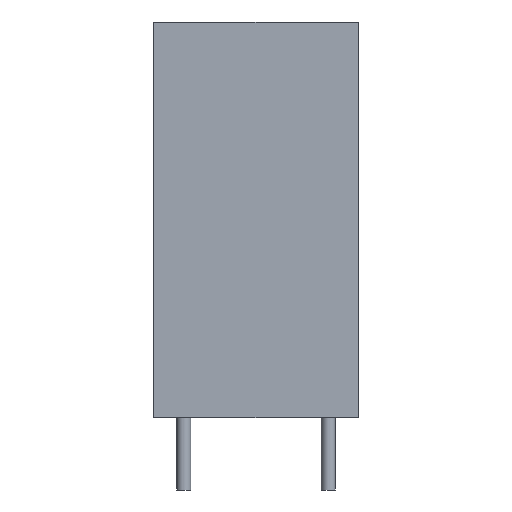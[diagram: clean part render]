
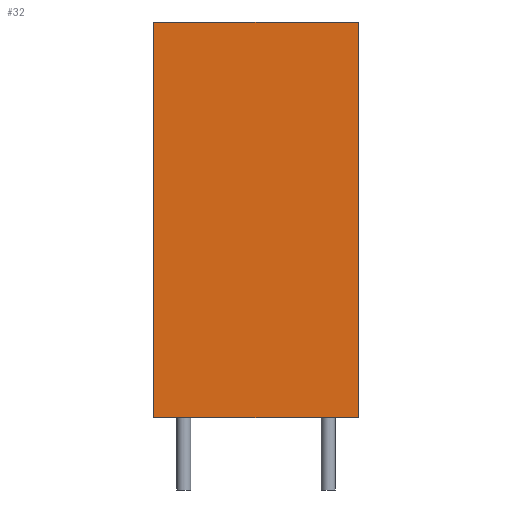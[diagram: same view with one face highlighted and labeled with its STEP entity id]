
A CAD part, front view. The second image highlights one B-rep face of the part: STEP entity #32.
In plain terms, the highlighted planar face has unit normal (0, -1, 0).
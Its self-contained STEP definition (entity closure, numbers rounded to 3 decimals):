
#32 = ADVANCED_FACE('',(#33),#47,.F.);
#33 = FACE_BOUND('',#34,.F.);
#34 = EDGE_LOOP('',(#35,#70,#98,#126));
#35 = ORIENTED_EDGE('',*,*,#36,.T.);
#36 = EDGE_CURVE('',#37,#39,#41,.T.);
#37 = VERTEX_POINT('',#38);
#38 = CARTESIAN_POINT('',(-2.1,-1.8,0.));
#39 = VERTEX_POINT('',#40);
#40 = CARTESIAN_POINT('',(-2.1,-1.8,27.9));
#41 = SURFACE_CURVE('',#42,(#46,#58),.PCURVE_S1.);
#42 = LINE('',#43,#44);
#43 = CARTESIAN_POINT('',(-2.1,-1.8,0.));
#44 = VECTOR('',#45,1.);
#45 = DIRECTION('',(0.,0.,1.));
#46 = PCURVE('',#47,#52);
#47 = PLANE('',#48);
#48 = AXIS2_PLACEMENT_3D('',#49,#50,#51);
#49 = CARTESIAN_POINT('',(-2.1,-1.8,0.));
#50 = DIRECTION('',(0.,1.,0.));
#51 = DIRECTION('',(1.,0.,0.));
#52 = DEFINITIONAL_REPRESENTATION('',(#53),#57);
#53 = LINE('',#54,#55);
#54 = CARTESIAN_POINT('',(0.,0.));
#55 = VECTOR('',#56,1.);
#56 = DIRECTION('',(0.,-1.));
#57 = ( GEOMETRIC_REPRESENTATION_CONTEXT(2) 
PARAMETRIC_REPRESENTATION_CONTEXT() REPRESENTATION_CONTEXT('2D SPACE',''
  ) );
#58 = PCURVE('',#59,#64);
#59 = PLANE('',#60);
#60 = AXIS2_PLACEMENT_3D('',#61,#62,#63);
#61 = CARTESIAN_POINT('',(-2.1,1.8,0.));
#62 = DIRECTION('',(1.,0.,-0.));
#63 = DIRECTION('',(0.,-1.,0.));
#64 = DEFINITIONAL_REPRESENTATION('',(#65),#69);
#65 = LINE('',#66,#67);
#66 = CARTESIAN_POINT('',(3.6,0.));
#67 = VECTOR('',#68,1.);
#68 = DIRECTION('',(0.,-1.));
#69 = ( GEOMETRIC_REPRESENTATION_CONTEXT(2) 
PARAMETRIC_REPRESENTATION_CONTEXT() REPRESENTATION_CONTEXT('2D SPACE',''
  ) );
#70 = ORIENTED_EDGE('',*,*,#71,.T.);
#71 = EDGE_CURVE('',#39,#72,#74,.T.);
#72 = VERTEX_POINT('',#73);
#73 = CARTESIAN_POINT('',(12.3,-1.8,27.9));
#74 = SURFACE_CURVE('',#75,(#79,#86),.PCURVE_S1.);
#75 = LINE('',#76,#77);
#76 = CARTESIAN_POINT('',(-2.1,-1.8,27.9));
#77 = VECTOR('',#78,1.);
#78 = DIRECTION('',(1.,0.,0.));
#79 = PCURVE('',#47,#80);
#80 = DEFINITIONAL_REPRESENTATION('',(#81),#85);
#81 = LINE('',#82,#83);
#82 = CARTESIAN_POINT('',(0.,-27.9));
#83 = VECTOR('',#84,1.);
#84 = DIRECTION('',(1.,0.));
#85 = ( GEOMETRIC_REPRESENTATION_CONTEXT(2) 
PARAMETRIC_REPRESENTATION_CONTEXT() REPRESENTATION_CONTEXT('2D SPACE',''
  ) );
#86 = PCURVE('',#87,#92);
#87 = PLANE('',#88);
#88 = AXIS2_PLACEMENT_3D('',#89,#90,#91);
#89 = CARTESIAN_POINT('',(5.1,0.,27.9));
#90 = DIRECTION('',(0.,0.,1.));
#91 = DIRECTION('',(0.,1.,0.));
#92 = DEFINITIONAL_REPRESENTATION('',(#93),#97);
#93 = LINE('',#94,#95);
#94 = CARTESIAN_POINT('',(-1.8,7.2));
#95 = VECTOR('',#96,1.);
#96 = DIRECTION('',(0.,-1.));
#97 = ( GEOMETRIC_REPRESENTATION_CONTEXT(2) 
PARAMETRIC_REPRESENTATION_CONTEXT() REPRESENTATION_CONTEXT('2D SPACE',''
  ) );
#98 = ORIENTED_EDGE('',*,*,#99,.F.);
#99 = EDGE_CURVE('',#100,#72,#102,.T.);
#100 = VERTEX_POINT('',#101);
#101 = CARTESIAN_POINT('',(12.3,-1.8,0.));
#102 = SURFACE_CURVE('',#103,(#107,#114),.PCURVE_S1.);
#103 = LINE('',#104,#105);
#104 = CARTESIAN_POINT('',(12.3,-1.8,0.));
#105 = VECTOR('',#106,1.);
#106 = DIRECTION('',(0.,0.,1.));
#107 = PCURVE('',#47,#108);
#108 = DEFINITIONAL_REPRESENTATION('',(#109),#113);
#109 = LINE('',#110,#111);
#110 = CARTESIAN_POINT('',(14.4,0.));
#111 = VECTOR('',#112,1.);
#112 = DIRECTION('',(0.,-1.));
#113 = ( GEOMETRIC_REPRESENTATION_CONTEXT(2) 
PARAMETRIC_REPRESENTATION_CONTEXT() REPRESENTATION_CONTEXT('2D SPACE',''
  ) );
#114 = PCURVE('',#115,#120);
#115 = PLANE('',#116);
#116 = AXIS2_PLACEMENT_3D('',#117,#118,#119);
#117 = CARTESIAN_POINT('',(12.3,-1.8,0.));
#118 = DIRECTION('',(-1.,0.,0.));
#119 = DIRECTION('',(0.,1.,0.));
#120 = DEFINITIONAL_REPRESENTATION('',(#121),#125);
#121 = LINE('',#122,#123);
#122 = CARTESIAN_POINT('',(0.,0.));
#123 = VECTOR('',#124,1.);
#124 = DIRECTION('',(0.,-1.));
#125 = ( GEOMETRIC_REPRESENTATION_CONTEXT(2) 
PARAMETRIC_REPRESENTATION_CONTEXT() REPRESENTATION_CONTEXT('2D SPACE',''
  ) );
#126 = ORIENTED_EDGE('',*,*,#127,.F.);
#127 = EDGE_CURVE('',#37,#100,#128,.T.);
#128 = SURFACE_CURVE('',#129,(#133,#140),.PCURVE_S1.);
#129 = LINE('',#130,#131);
#130 = CARTESIAN_POINT('',(-2.1,-1.8,0.));
#131 = VECTOR('',#132,1.);
#132 = DIRECTION('',(1.,0.,0.));
#133 = PCURVE('',#47,#134);
#134 = DEFINITIONAL_REPRESENTATION('',(#135),#139);
#135 = LINE('',#136,#137);
#136 = CARTESIAN_POINT('',(0.,0.));
#137 = VECTOR('',#138,1.);
#138 = DIRECTION('',(1.,0.));
#139 = ( GEOMETRIC_REPRESENTATION_CONTEXT(2) 
PARAMETRIC_REPRESENTATION_CONTEXT() REPRESENTATION_CONTEXT('2D SPACE',''
  ) );
#140 = PCURVE('',#141,#146);
#141 = PLANE('',#142);
#142 = AXIS2_PLACEMENT_3D('',#143,#144,#145);
#143 = CARTESIAN_POINT('',(5.1,0.,0.));
#144 = DIRECTION('',(0.,0.,1.));
#145 = DIRECTION('',(0.,1.,0.));
#146 = DEFINITIONAL_REPRESENTATION('',(#147),#151);
#147 = LINE('',#148,#149);
#148 = CARTESIAN_POINT('',(-1.8,7.2));
#149 = VECTOR('',#150,1.);
#150 = DIRECTION('',(0.,-1.));
#151 = ( GEOMETRIC_REPRESENTATION_CONTEXT(2) 
PARAMETRIC_REPRESENTATION_CONTEXT() REPRESENTATION_CONTEXT('2D SPACE',''
  ) );
